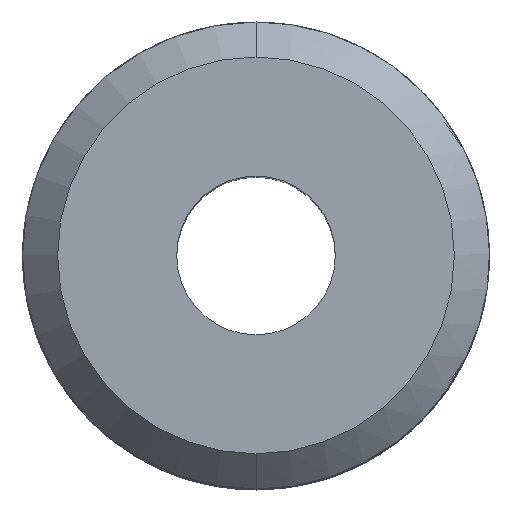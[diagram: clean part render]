
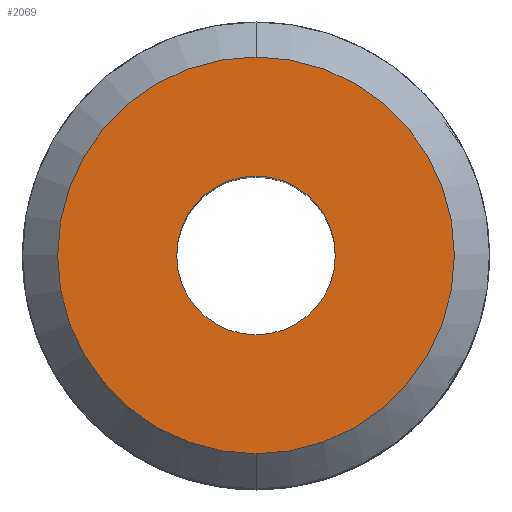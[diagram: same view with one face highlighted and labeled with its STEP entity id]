
A CAD part, top view. The second image highlights one B-rep face of the part: STEP entity #2069.
In plain terms, the highlighted planar face has unit normal (0, 0, 1).
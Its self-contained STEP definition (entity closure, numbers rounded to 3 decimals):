
#47 = EDGE_CURVE ( 'NONE', #3546, #2393, #1137, .T. ) ;
#290 = CARTESIAN_POINT ( 'NONE',  ( 0., 0., 18.2 ) ) ;
#297 = VERTEX_POINT ( 'NONE', #2091 ) ;
#302 = DIRECTION ( 'NONE',  ( 0., 0., -1. ) ) ;
#404 = ORIENTED_EDGE ( 'NONE', *, *, #1896, .T. ) ;
#806 = VERTEX_POINT ( 'NONE', #2805 ) ;
#809 = DIRECTION ( 'NONE',  ( 0., 0., -1. ) ) ;
#1064 = CIRCLE ( 'NONE', #2711, 2.5 ) ;
#1130 = ORIENTED_EDGE ( 'NONE', *, *, #47, .T. ) ;
#1137 = CIRCLE ( 'NONE', #2855, 1. ) ;
#1589 = AXIS2_PLACEMENT_3D ( 'NONE', #2921, #3971, #1770 ) ;
#1636 = DIRECTION ( 'NONE',  ( 1., 0., 0. ) ) ;
#1748 = FACE_BOUND ( 'NONE', #1929, .T. ) ;
#1770 = DIRECTION ( 'NONE',  ( 1., 0., 0. ) ) ;
#1813 = AXIS2_PLACEMENT_3D ( 'NONE', #290, #2044, #2441 ) ;
#1880 = CARTESIAN_POINT ( 'NONE',  ( 0., -1., 18.2 ) ) ;
#1896 = EDGE_CURVE ( 'NONE', #2393, #3546, #2413, .T. ) ;
#1923 = DIRECTION ( 'NONE',  ( 0., -1., 0. ) ) ;
#1929 = EDGE_LOOP ( 'NONE', ( #1130, #404 ) ) ;
#2044 = DIRECTION ( 'NONE',  ( 0., 0., -1. ) ) ;
#2069 = ADVANCED_FACE ( 'NONE', ( #2193, #1748 ), #2472, .T. ) ;
#2091 = CARTESIAN_POINT ( 'NONE',  ( 0., -2.5, 18.2 ) ) ;
#2105 = CARTESIAN_POINT ( 'NONE',  ( 0., 1., 18.2 ) ) ;
#2193 = FACE_OUTER_BOUND ( 'NONE', #3132, .T. ) ;
#2393 = VERTEX_POINT ( 'NONE', #1880 ) ;
#2413 = CIRCLE ( 'NONE', #4059, 1. ) ;
#2420 = DIRECTION ( 'NONE',  ( 1., 0., 0. ) ) ;
#2441 = DIRECTION ( 'NONE',  ( 0., -1., 0. ) ) ;
#2472 = PLANE ( 'NONE',  #1589 ) ;
#2582 = EDGE_CURVE ( 'NONE', #297, #806, #3831, .T. ) ;
#2696 = ORIENTED_EDGE ( 'NONE', *, *, #2582, .F. ) ;
#2711 = AXIS2_PLACEMENT_3D ( 'NONE', #4013, #809, #1923 ) ;
#2805 = CARTESIAN_POINT ( 'NONE',  ( 0., 2.5, 18.2 ) ) ;
#2855 = AXIS2_PLACEMENT_3D ( 'NONE', #4482, #3104, #2420 ) ;
#2921 = CARTESIAN_POINT ( 'NONE',  ( 0., 3., 18.2 ) ) ;
#3071 = EDGE_CURVE ( 'NONE', #806, #297, #1064, .T. ) ;
#3104 = DIRECTION ( 'NONE',  ( 0., 0., -1. ) ) ;
#3132 = EDGE_LOOP ( 'NONE', ( #2696, #3830 ) ) ;
#3546 = VERTEX_POINT ( 'NONE', #2105 ) ;
#3830 = ORIENTED_EDGE ( 'NONE', *, *, #3071, .F. ) ;
#3831 = CIRCLE ( 'NONE', #1813, 2.5 ) ;
#3971 = DIRECTION ( 'NONE',  ( 0., 0., 1. ) ) ;
#4013 = CARTESIAN_POINT ( 'NONE',  ( 0., 0., 18.2 ) ) ;
#4059 = AXIS2_PLACEMENT_3D ( 'NONE', #4219, #302, #1636 ) ;
#4219 = CARTESIAN_POINT ( 'NONE',  ( 0., 0., 18.2 ) ) ;
#4482 = CARTESIAN_POINT ( 'NONE',  ( 0., 0., 18.2 ) ) ;
